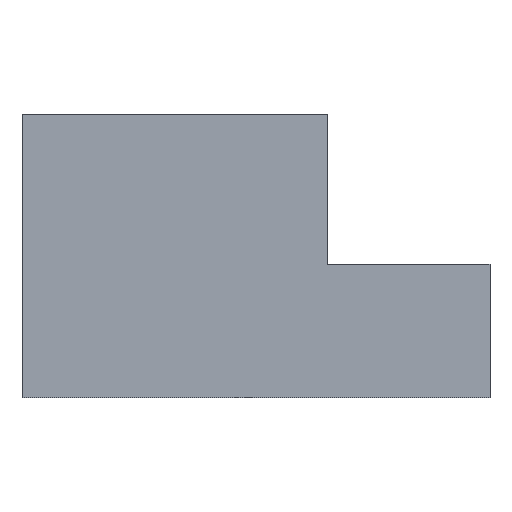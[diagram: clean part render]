
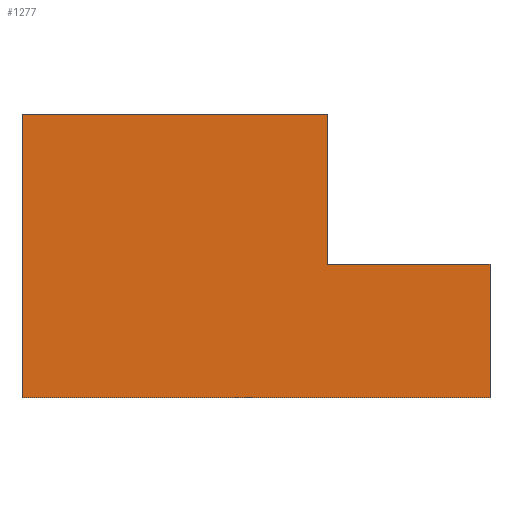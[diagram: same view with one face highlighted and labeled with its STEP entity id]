
A CAD part, top view. The second image highlights one B-rep face of the part: STEP entity #1277.
In plain terms, the highlighted planar face has unit normal (0, 0, 1).
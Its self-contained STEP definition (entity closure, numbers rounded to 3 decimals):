
#1234=AXIS2_PLACEMENT_3D('Plane Axis2P3D',#1231,#1232,#1233) ;
#42=CARTESIAN_POINT('Vertex',(46.69,0.,14.9)) ;
#45=CARTESIAN_POINT('Line Origine',(23.345,0.,14.9)) ;
#49=CARTESIAN_POINT('Vertex',(0.,0.,14.9)) ;
#1231=CARTESIAN_POINT('Axis2P3D Location',(0.,28.3,14.9)) ;
#1236=CARTESIAN_POINT('Line Origine',(46.69,6.65,14.9)) ;
#1240=CARTESIAN_POINT('Vertex',(46.69,13.3,14.9)) ;
#1243=CARTESIAN_POINT('Line Origine',(38.585,13.3,14.9)) ;
#1247=CARTESIAN_POINT('Vertex',(30.48,13.3,14.9)) ;
#1250=CARTESIAN_POINT('Line Origine',(30.48,20.8,14.9)) ;
#1254=CARTESIAN_POINT('Vertex',(30.48,28.3,14.9)) ;
#1257=CARTESIAN_POINT('Line Origine',(15.24,28.3,14.9)) ;
#1261=CARTESIAN_POINT('Vertex',(0.,28.3,14.9)) ;
#1264=CARTESIAN_POINT('Line Origine',(0.,14.15,14.9)) ;
#46=DIRECTION('Vector Direction',(-1.,0.,0.)) ;
#1232=DIRECTION('Axis2P3D Direction',(-0.,0.,1.)) ;
#1233=DIRECTION('Axis2P3D XDirection',(0.,-1.,0.)) ;
#1237=DIRECTION('Vector Direction',(0.,1.,0.)) ;
#1244=DIRECTION('Vector Direction',(-1.,0.,0.)) ;
#1251=DIRECTION('Vector Direction',(0.,-1.,0.)) ;
#1258=DIRECTION('Vector Direction',(1.,0.,0.)) ;
#1265=DIRECTION('Vector Direction',(0.,-1.,0.)) ;
#47=VECTOR('Line Direction',#46,1.) ;
#1238=VECTOR('Line Direction',#1237,1.) ;
#1245=VECTOR('Line Direction',#1244,1.) ;
#1252=VECTOR('Line Direction',#1251,1.) ;
#1259=VECTOR('Line Direction',#1258,1.) ;
#1266=VECTOR('Line Direction',#1265,1.) ;
#1270=ORIENTED_EDGE('',*,*,#1242,.T.) ;
#1271=ORIENTED_EDGE('',*,*,#1249,.T.) ;
#1272=ORIENTED_EDGE('',*,*,#1256,.T.) ;
#1273=ORIENTED_EDGE('',*,*,#1263,.F.) ;
#1274=ORIENTED_EDGE('',*,*,#1268,.F.) ;
#1275=ORIENTED_EDGE('',*,*,#51,.F.) ;
#1277=ADVANCED_FACE('HOUSING',(#1276),#1235,.T.) ;
#51=EDGE_CURVE('',#43,#50,#48,.T.) ;
#1242=EDGE_CURVE('',#43,#1241,#1239,.T.) ;
#1249=EDGE_CURVE('',#1241,#1248,#1246,.T.) ;
#1256=EDGE_CURVE('',#1248,#1255,#1253,.F.) ;
#1263=EDGE_CURVE('',#1262,#1255,#1260,.T.) ;
#1268=EDGE_CURVE('',#50,#1262,#1267,.F.) ;
#1269=EDGE_LOOP('',(#1270,#1271,#1272,#1273,#1274,#1275)) ;
#1276=FACE_OUTER_BOUND('',#1269,.T.) ;
#48=LINE('Line',#45,#47) ;
#1239=LINE('Line',#1236,#1238) ;
#1246=LINE('Line',#1243,#1245) ;
#1253=LINE('Line',#1250,#1252) ;
#1260=LINE('Line',#1257,#1259) ;
#1267=LINE('Line',#1264,#1266) ;
#1235=PLANE('',#1234) ;
#43=VERTEX_POINT('',#42) ;
#50=VERTEX_POINT('',#49) ;
#1241=VERTEX_POINT('',#1240) ;
#1248=VERTEX_POINT('',#1247) ;
#1255=VERTEX_POINT('',#1254) ;
#1262=VERTEX_POINT('',#1261) ;
